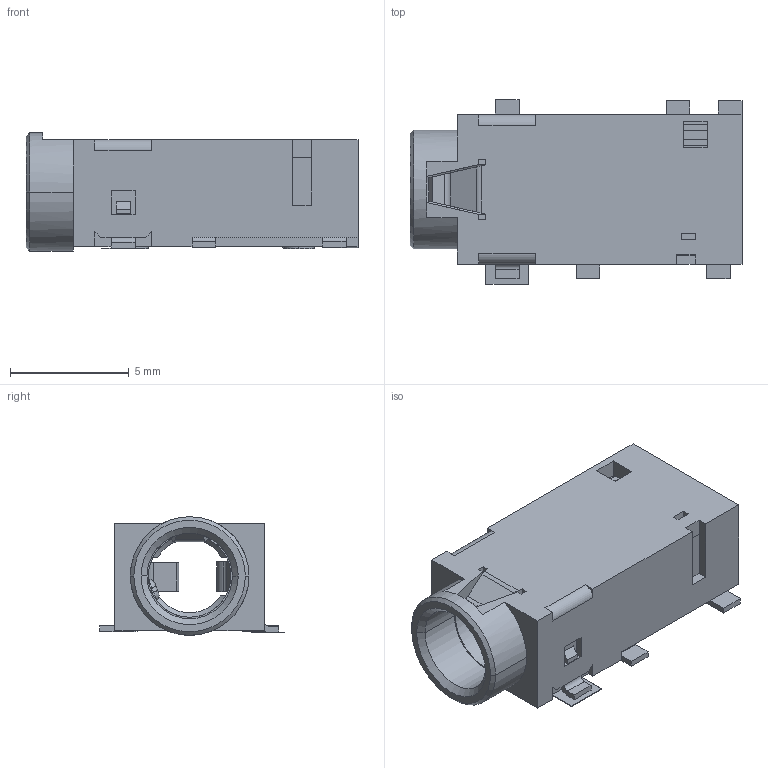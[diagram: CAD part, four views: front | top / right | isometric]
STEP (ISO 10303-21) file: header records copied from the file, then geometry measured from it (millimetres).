
FILE_DESCRIPTION((''),'2;1');
FILE_NAME('MANIFOLD_SOLID_BREP_46435','2012-09-04T',('Administrator'),(''),'PRO/ENGINEER BY PARAMETRIC TECHNOLOGY CORPORATION, 2008230','PRO/ENGINEER BY PARAMETRIC TECHNOLOGY CORPORATION, 2008230','');
FILE_SCHEMA(('AUTOMOTIVE_DESIGN_CC2 { 1 2 10303 214 -1 1 5 2 }'));
Length unit declared in the file: millimetre
Products named in the file (1): MANIFOLD_SOLID_BREP_46435
Bounding box: 14 x 7.8 x 5 mm (x, y, z)
Volume: 219.1 mm3; surface area: 909 mm2
Topology: 1 solids, 1 shells, 394 faces, 1210 edges, 796 vertices
Faces by surface type: plane 302, cylinder 76, bspline 6, cone 6, torus 4
Entity records: 17318 total; most frequent: CARTESIAN_POINT 2650, ORIENTED_EDGE 2420, DIRECTION 2177, PRESENTATION_STYLE_ASSIGNMENT 1212, STYLED_ITEM 1212, CURVE_STYLE 1211, EDGE_CURVE 1210, VECTOR 963
